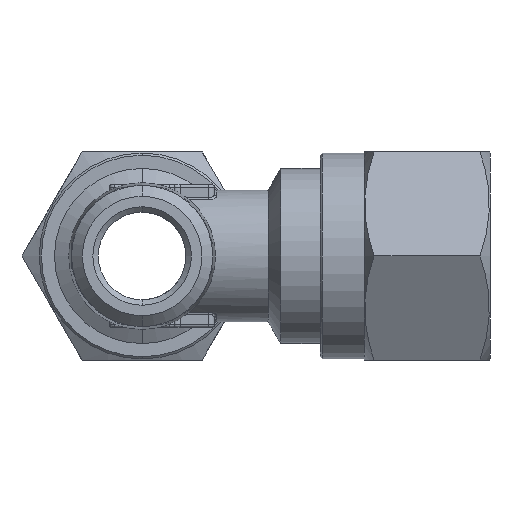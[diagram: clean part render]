
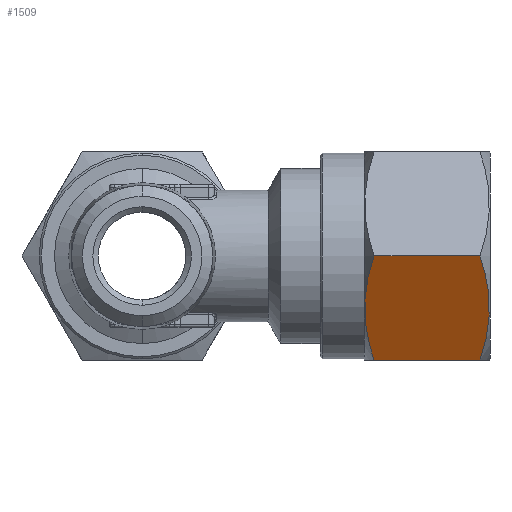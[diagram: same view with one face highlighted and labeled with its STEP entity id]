
A CAD part, front view. The second image highlights one B-rep face of the part: STEP entity #1509.
In plain terms, the highlighted planar face has unit normal (0, -0.866, -0.5).
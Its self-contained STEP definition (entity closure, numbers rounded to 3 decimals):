
#740 = EDGE_CURVE ( 'NONE', #3192, #3002, #4739, .T. ) ;
#742 = EDGE_CURVE ( 'NONE', #3155, #3117, #4692, .T. ) ;
#820 = CARTESIAN_POINT ( 'NONE',  ( 20.913, -10.521, -0.777 ) ) ;
#823 = CARTESIAN_POINT ( 'NONE',  ( 20.7, -6.384, -7.943 ) ) ;
#834 = DIRECTION ( 'NONE',  ( 0., -0.5, 0.866 ) ) ;
#835 = CARTESIAN_POINT ( 'NONE',  ( 31.765, -10.97, 0. ) ) ;
#836 = PLANE ( 'NONE',  #1270 ) ;
#838 = CARTESIAN_POINT ( 'NONE',  ( 20.477, -9.383, -2.748 ) ) ;
#846 = CARTESIAN_POINT ( 'NONE',  ( 20.405, -7.295, -6.364 ) ) ;
#851 = DIRECTION ( 'NONE',  ( 0., 0.866, 0.5 ) ) ;
#857 = CARTESIAN_POINT ( 'NONE',  ( 21.172, -5.485, -9.5 ) ) ;
#901 = CARTESIAN_POINT ( 'NONE',  ( 20.913, -5.933, -8.724 ) ) ;
#911 = CARTESIAN_POINT ( 'NONE',  ( 20.324, -7.756, -5.567 ) ) ;
#912 = CARTESIAN_POINT ( 'NONE',  ( 20.699, -10.069, -1.56 ) ) ;
#927 = CARTESIAN_POINT ( 'NONE',  ( 20.343, -8.689, -3.95 ) ) ;
#928 = CARTESIAN_POINT ( 'NONE',  ( 21.172, -10.97, 0. ) ) ;
#933 = CARTESIAN_POINT ( 'NONE',  ( 20.42, -9.153, -3.147 ) ) ;
#938 = CARTESIAN_POINT ( 'NONE',  ( 20.323, -8.455, -4.355 ) ) ;
#943 = CARTESIAN_POINT ( 'NONE',  ( 21.172, -10.97, 0. ) ) ;
#984 = CARTESIAN_POINT ( 'NONE',  ( 30.859, -5.485, -9.5 ) ) ;
#995 = CARTESIAN_POINT ( 'NONE',  ( 21.172, -5.485, -9.5 ) ) ;
#1020 = CARTESIAN_POINT ( 'NONE',  ( 30.859, -10.97, 0. ) ) ;
#1270 = AXIS2_PLACEMENT_3D ( 'NONE', #835, #851, #834 ) ;
#1316 = ORIENTED_EDGE ( 'NONE', *, *, #1517, .F. ) ;
#1320 = ORIENTED_EDGE ( 'NONE', *, *, #4169, .F. ) ;
#1337 = ORIENTED_EDGE ( 'NONE', *, *, #742, .T. ) ;
#1383 = ORIENTED_EDGE ( 'NONE', *, *, #740, .F. ) ;
#1509 = ADVANCED_FACE ( 'NONE', ( #4724 ), #836, .F. ) ;
#1517 = EDGE_CURVE ( 'NONE', #3002, #3117, #3970, .T. ) ;
#2084 = VECTOR ( 'NONE', #3346, 1000. ) ;
#2094 = VECTOR ( 'NONE', #3332, 1000. ) ;
#2556 = CARTESIAN_POINT ( 'NONE',  ( 31.707, -8.699, -3.933 ) ) ;
#2583 = CARTESIAN_POINT ( 'NONE',  ( 31.626, -9.159, -3.136 ) ) ;
#2584 = CARTESIAN_POINT ( 'NONE',  ( 31.331, -10.071, -1.557 ) ) ;
#2592 = CARTESIAN_POINT ( 'NONE',  ( 31.553, -7.072, -6.752 ) ) ;
#2594 = CARTESIAN_POINT ( 'NONE',  ( 31.611, -7.302, -6.353 ) ) ;
#2595 = CARTESIAN_POINT ( 'NONE',  ( 31.688, -7.765, -5.55 ) ) ;
#2597 = CARTESIAN_POINT ( 'NONE',  ( 31.708, -7.999, -5.145 ) ) ;
#2598 = CARTESIAN_POINT ( 'NONE',  ( 30.859, -10.97, 0. ) ) ;
#2599 = CARTESIAN_POINT ( 'NONE',  ( 30.859, -5.485, -9.5 ) ) ;
#2603 = CARTESIAN_POINT ( 'NONE',  ( 31.332, -6.385, -7.94 ) ) ;
#2617 = CARTESIAN_POINT ( 'NONE',  ( 31.118, -5.933, -8.723 ) ) ;
#2712 = CARTESIAN_POINT ( 'NONE',  ( 31.118, -10.522, -0.776 ) ) ;
#2802 = EDGE_LOOP ( 'NONE', ( #1337, #1316, #1383, #1320 ) ) ;
#3002 = VERTEX_POINT ( 'NONE', #995 ) ;
#3117 = VERTEX_POINT ( 'NONE', #943 ) ;
#3155 = VERTEX_POINT ( 'NONE', #1020 ) ;
#3192 = VERTEX_POINT ( 'NONE', #984 ) ;
#3332 = DIRECTION ( 'NONE',  ( -1., 0., 0. ) ) ;
#3333 = CARTESIAN_POINT ( 'NONE',  ( 31.765, -10.97, 0. ) ) ;
#3346 = DIRECTION ( 'NONE',  ( -1., 0., 0. ) ) ;
#3347 = CARTESIAN_POINT ( 'NONE',  ( 31.765, -5.485, -9.5 ) ) ;
#3970 = B_SPLINE_CURVE_WITH_KNOTS ( 'NONE', 3,
 ( #857, #901, #823, #846, #911, #938, #927, #933, #838, #912, #820, #928 ),
 .UNSPECIFIED., .F., .F.,
 ( 4, 2, 2, 2, 2, 4 ),
 ( 0., 0.003, 0.006, 0.007, 0.008, 0.011 ),
 .UNSPECIFIED. ) ;
#3984 = B_SPLINE_CURVE_WITH_KNOTS ( 'NONE', 3,
 ( #2598, #2712, #2584, #2583, #2556, #2597, #2595, #2594, #2592, #2603, #2617, #2599 ),
 .UNSPECIFIED., .F., .F.,
 ( 4, 2, 2, 2, 2, 4 ),
 ( 0., 0.003, 0.006, 0.007, 0.008, 0.011 ),
 .UNSPECIFIED. ) ;
#4169 = EDGE_CURVE ( 'NONE', #3155, #3192, #3984, .T. ) ;
#4692 = LINE ( 'NONE', #3333, #2094 ) ;
#4724 = FACE_OUTER_BOUND ( 'NONE', #2802, .T. ) ;
#4739 = LINE ( 'NONE', #3347, #2084 ) ;
